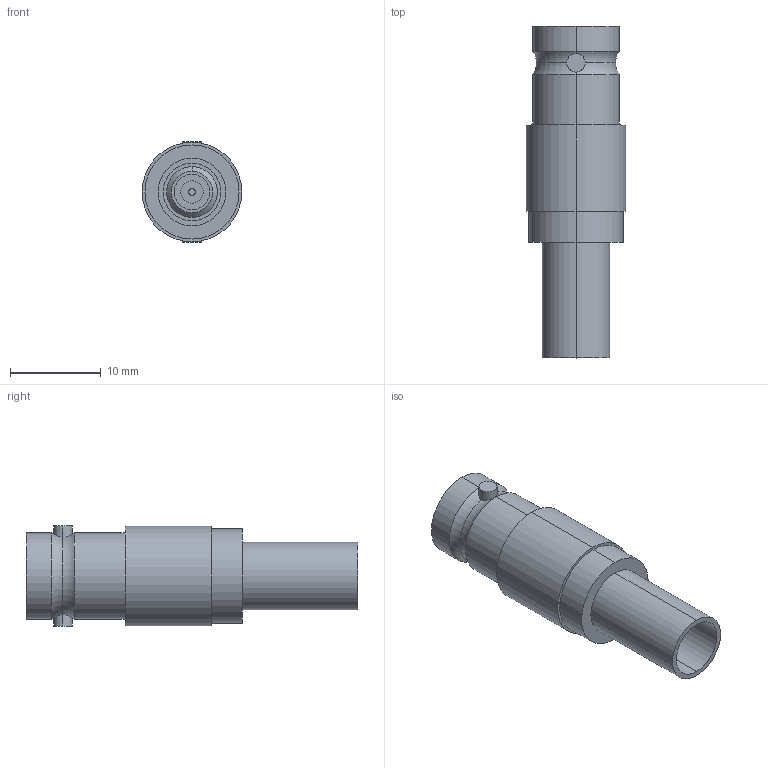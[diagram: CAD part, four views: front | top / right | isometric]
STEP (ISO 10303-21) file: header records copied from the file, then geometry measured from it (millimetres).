
FILE_DESCRIPTION (( 'STEP AP203' ), '1' );
FILE_NAME ('BAC908-59.STEP', '2006-06-30T19:32:15', ( ' ' ), ( ' ' ), 'SwSTEP 2.0', 'SolidWorks 2005354', '' );
FILE_SCHEMA (( 'CONFIG_CONTROL_DESIGN' ));
Length unit declared in the file: inch
Products named in the file (4): BAC908-59-MA2; BAC908-59; BAC908-59-MA1
Assembly tree (3 placements, depth 2):
  BAC908-59
    BAC908-59-MA2
    BAC908-59
    BAC908-59-MA1
Bounding box: 11 x 36.63 x 11.05 mm (x, y, z)
Volume: 1768.4 mm3; surface area: 2352.2 mm2
Topology: 3 solids, 3 shells, 80 faces, 180 edges, 116 vertices
Faces by surface type: cylinder 38, plane 34, cone 4, torus 4
Entity records: 2796 total; most frequent: CARTESIAN_POINT 538, DIRECTION 426, ORIENTED_EDGE 360, AXIS2_PLACEMENT_3D 184, EDGE_CURVE 180, VERTEX_POINT 116, CIRCLE 98, EDGE_LOOP 94
